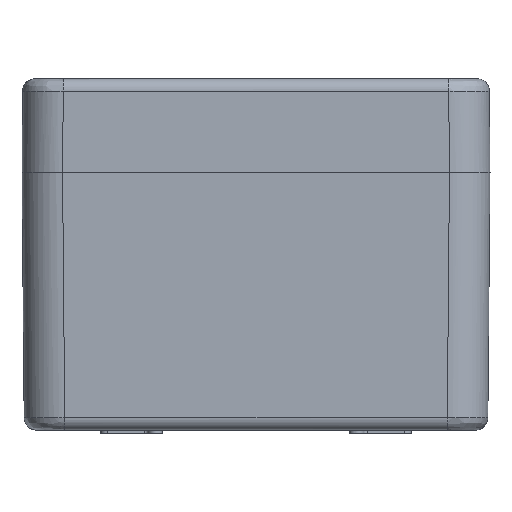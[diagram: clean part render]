
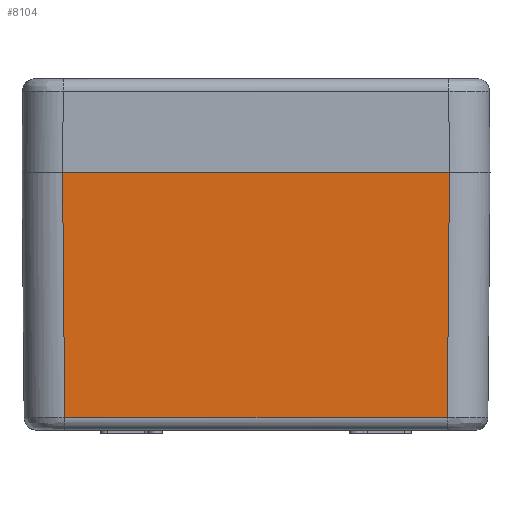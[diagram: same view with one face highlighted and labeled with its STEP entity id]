
A CAD part, left-side view. The second image highlights one B-rep face of the part: STEP entity #8104.
In plain terms, the highlighted planar face has unit normal (-1, 0, -0.009).
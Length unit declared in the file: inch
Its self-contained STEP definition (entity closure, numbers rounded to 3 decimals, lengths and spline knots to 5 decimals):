
#313 = ORIENTED_EDGE ( 'NONE', *, *, #20996, .F. ) ;
#439 = CARTESIAN_POINT ( 'NONE',  ( -1.57471, -1.22039, -0.01065 ) ) ;
#832 = CARTESIAN_POINT ( 'NONE',  ( -1.5748, -1.22048, 0. ) ) ;
#1207 = VECTOR ( 'NONE', #14748, 39.37008 ) ;
#2362 = CARTESIAN_POINT ( 'NONE',  ( -1.56129, -1.20697, -1.54793 ) ) ;
#2843 = VECTOR ( 'NONE', #17350, 39.37008 ) ;
#3202 = ORIENTED_EDGE ( 'NONE', *, *, #11679, .T. ) ;
#3884 = CARTESIAN_POINT ( 'NONE',  ( -1.56129, 1.20697, -1.54793 ) ) ;
#5154 = CARTESIAN_POINT ( 'NONE',  ( -1.5747, 1.22038, -0.01151 ) ) ;
#5264 = LINE ( 'NONE', #15070, #8502 ) ;
#5512 = VECTOR ( 'NONE', #20903, 39.37008 ) ;
#6398 = PLANE ( 'NONE',  #8195 ) ;
#8104 = ADVANCED_FACE ( 'NONE', ( #22561 ), #6398, .T. ) ;
#8195 = AXIS2_PLACEMENT_3D ( 'NONE', #10534, #8386, #24412 ) ;
#8386 = DIRECTION ( 'NONE',  ( -1., 0., -0.009 ) ) ;
#8445 = VERTEX_POINT ( 'NONE', #25942 ) ;
#8502 = VECTOR ( 'NONE', #19160, 39.37008 ) ;
#9209 = VERTEX_POINT ( 'NONE', #832 ) ;
#9259 = LINE ( 'NONE', #5154, #2843 ) ;
#10534 = CARTESIAN_POINT ( 'NONE',  ( -1.5748, 1.47638, 0. ) ) ;
#11411 = EDGE_CURVE ( 'NONE', #20766, #20188, #22383, .T. ) ;
#11679 = EDGE_CURVE ( 'NONE', #9209, #8445, #5264, .T. ) ;
#12942 = EDGE_LOOP ( 'NONE', ( #313, #13249, #15475, #3202 ) ) ;
#13249 = ORIENTED_EDGE ( 'NONE', *, *, #11411, .F. ) ;
#14495 = LINE ( 'NONE', #439, #1207 ) ;
#14748 = DIRECTION ( 'NONE',  ( 0.009, 0.009, -1. ) ) ;
#15070 = CARTESIAN_POINT ( 'NONE',  ( -1.5748, 1.47638, 0. ) ) ;
#15475 = ORIENTED_EDGE ( 'NONE', *, *, #26067, .F. ) ;
#16857 = CARTESIAN_POINT ( 'NONE',  ( -1.56129, 0.73819, -1.54793 ) ) ;
#17350 = DIRECTION ( 'NONE',  ( -0.009, 0.009, 1. ) ) ;
#19160 = DIRECTION ( 'NONE',  ( 0., 1., 0. ) ) ;
#20188 = VERTEX_POINT ( 'NONE', #3884 ) ;
#20766 = VERTEX_POINT ( 'NONE', #2362 ) ;
#20903 = DIRECTION ( 'NONE',  ( 0., 1., 0. ) ) ;
#20996 = EDGE_CURVE ( 'NONE', #20188, #8445, #9259, .T. ) ;
#22383 = LINE ( 'NONE', #16857, #5512 ) ;
#22561 = FACE_OUTER_BOUND ( 'NONE', #12942, .T. ) ;
#24412 = DIRECTION ( 'NONE',  ( -0.009, 0., 1. ) ) ;
#25942 = CARTESIAN_POINT ( 'NONE',  ( -1.5748, 1.22048, 0. ) ) ;
#26067 = EDGE_CURVE ( 'NONE', #9209, #20766, #14495, .T. ) ;
